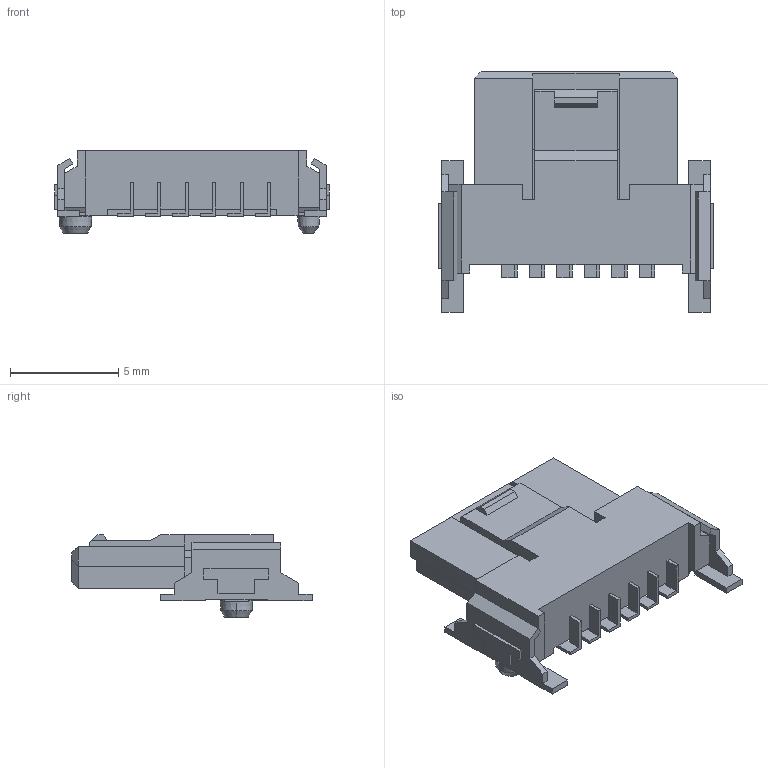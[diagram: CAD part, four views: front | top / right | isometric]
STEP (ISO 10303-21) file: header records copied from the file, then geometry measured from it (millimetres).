
FILE_DESCRIPTION(('FreeCAD Model'),'2;1');
FILE_NAME( 'ERNI_MiniBridge_384804_1x06_P1.27mm_Horizontal.step', '2019-10-30T14:43:58',('kicad StepUp'),('ksu MCAD'), 'Open CASCADE STEP processor 7.3','FreeCAD','Unknown');
FILE_SCHEMA(('AUTOMOTIVE_DESIGN { 1 0 10303 214 1 1 1 1 }'));
Length unit declared in the file: millimetre
Products named in the file (1): ERNI_MiniBridge_384804_1x06_P1.27mm_Horizontal
Bounding box: 12.7 x 11.1 x 3.8 mm (x, y, z)
Volume: 225.3 mm3; surface area: 413.6 mm2
Topology: 1 solids, 1 shells, 279 faces, 763 edges, 495 vertices
Faces by surface type: plane 267, cone 8, cylinder 4
Entity records: 10585 total; most frequent: CARTESIAN_POINT 1550, ORIENTED_EDGE 1526, DIRECTION 1343, EDGE_CURVE 763, LINE 739, VECTOR 739, VERTEX_POINT 495, AXIS2_PLACEMENT_3D 302
